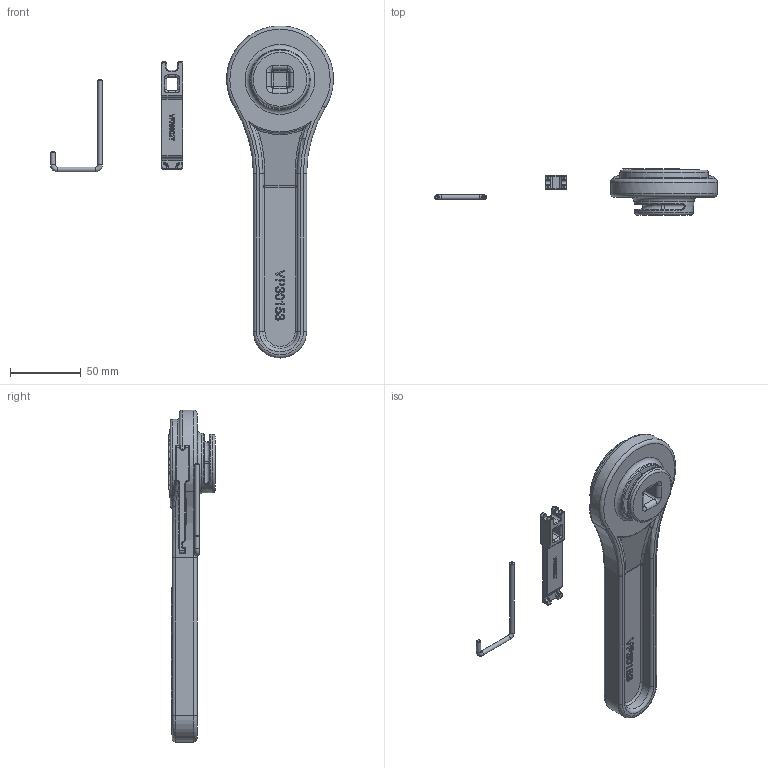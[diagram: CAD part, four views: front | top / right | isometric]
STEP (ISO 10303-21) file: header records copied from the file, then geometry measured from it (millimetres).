
FILE_DESCRIPTION(/* description */ ('EVX HANDLE KIT 3"'),/* implementation_level */ '2;1');
FILE_NAME(/* name */ 'VP30153.stp',/* time_stamp */ '2021-04-20T15:14:58-04:00',/* author */ ('DMK'),/* organization */ (''),/* preprocessor_version */ 'ST-DEVELOPER v18.1',/* originating_system */ 'Autodesk Inventor 2021',/* authorisation */ '');
FILE_SCHEMA (('AUTOMOTIVE_DESIGN { 1 0 10303 214 3 1 1 }'));
Length unit declared in the file: inch
Products named in the file (4): VP30153; VP30153X; VP20001T; VP30001
Assembly tree (3 placements, depth 2):
  VP30153
    VP30153X
    VP20001T
    VP30001
Bounding box: 199.63 x 32.51 x 234.3 mm (x, y, z)
Volume: 167216.8 mm3; surface area: 41201.7 mm2
Topology: 3 solids, 3 shells, 1393 faces, 3611 edges, 2313 vertices
Faces by surface type: plane 748, bspline 307, cylinder 242, torus 89, sphere 4, cone 3
Full cylindrical faces by diameter (mm): 3.175 x3
Entity records: 46750 total; most frequent: CARTESIAN_POINT 14117, ORIENTED_EDGE 7198, DIRECTION 5876, EDGE_CURVE 3599, LINE 2362, VECTOR 2362, VERTEX_POINT 2313, AXIS2_PLACEMENT_3D 1757
